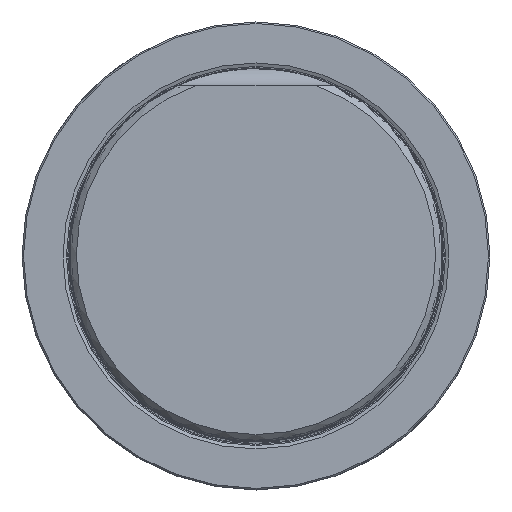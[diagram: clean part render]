
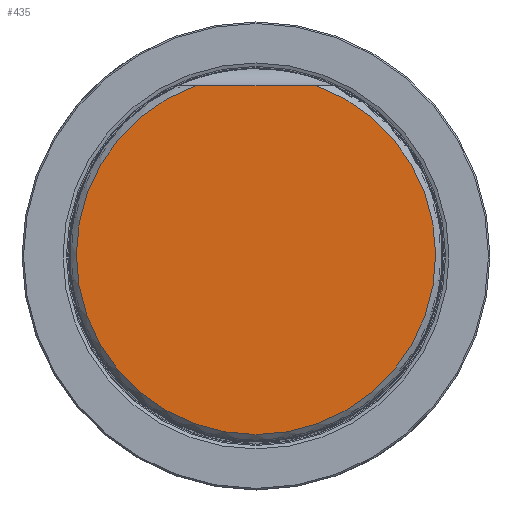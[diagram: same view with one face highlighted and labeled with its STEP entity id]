
A CAD part, top view. The second image highlights one B-rep face of the part: STEP entity #435.
In plain terms, the highlighted planar face has unit normal (0, 0, 1).
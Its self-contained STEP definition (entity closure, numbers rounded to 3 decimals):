
#319=PLANE('',#4595);
#435=ADVANCED_FACE('CU_SU_1',(#736),#319,.F.);
#736=FACE_OUTER_BOUND('',#974,.T.);
#974=EDGE_LOOP('',(#2166,#2167));
#1241=CIRCLE('',#4594,23.996);
#1542=LINE('',#6891,#1770);
#1770=VECTOR('',#5214,1.);
#2166=ORIENTED_EDGE('',*,*,#3787,.F.);
#2167=ORIENTED_EDGE('',*,*,#3788,.F.);
#3348=VERTEX_POINT('',#6889);
#3349=VERTEX_POINT('',#6890);
#3787=EDGE_CURVE('',#3348,#3349,#1241,.T.);
#3788=EDGE_CURVE('',#3349,#3348,#1542,.T.);
#4594=AXIS2_PLACEMENT_3D('',#6888,#5212,#5213);
#4595=AXIS2_PLACEMENT_3D('',#6892,#5215,#5216);
#5212=DIRECTION('',(0.,0.,-1.));
#5213=DIRECTION('',(0.,-1.,0.));
#5214=DIRECTION('',(1.,0.,0.));
#5215=DIRECTION('',(0.,0.,-1.));
#5216=DIRECTION('',(0.,-1.,0.));
#6888=CARTESIAN_POINT('',(0.,0.,80.));
#6889=CARTESIAN_POINT('',(8.054,22.604,80.));
#6890=CARTESIAN_POINT('',(-8.054,22.604,80.));
#6891=CARTESIAN_POINT('',(-24.996,22.604,80.));
#6892=CARTESIAN_POINT('',(0.,0.,80.));
